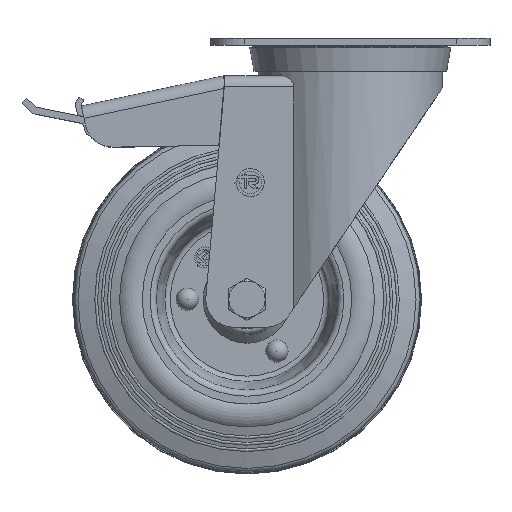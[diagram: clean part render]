
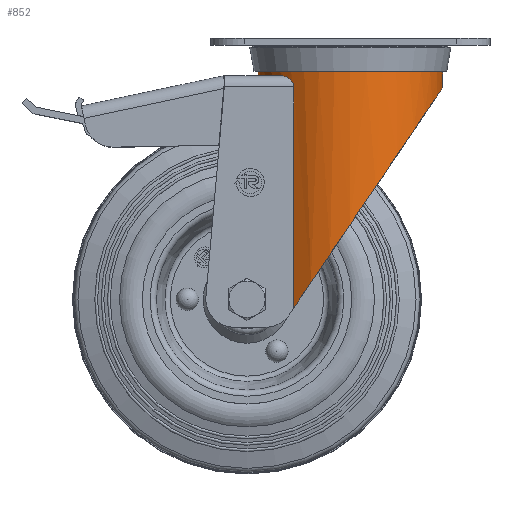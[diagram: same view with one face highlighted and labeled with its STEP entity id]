
A CAD part, top view. The second image highlights one B-rep face of the part: STEP entity #852.
In plain terms, the highlighted cylindrical face has radius 33 mm (diameter 66 mm), a full revolution.
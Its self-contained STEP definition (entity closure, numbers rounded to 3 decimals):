
#852 = ADVANCED_FACE( '', ( #1882, #1883 ), #1884, .T. );
#1882 = FACE_OUTER_BOUND( '', #3142, .T. );
#1883 = FACE_OUTER_BOUND( '', #3143, .T. );
#1884 = CYLINDRICAL_SURFACE( '', #3144, 33. );
#3142 = EDGE_LOOP( '', ( #5230 ) );
#3143 = EDGE_LOOP( '', ( #5231, #5232, #5233, #5234, #5235, #5236 ) );
#3144 = AXIS2_PLACEMENT_3D( '', #5237, #5238, #5239 );
#5230 = ORIENTED_EDGE( '', *, *, #7609, .F. );
#5231 = ORIENTED_EDGE( '', *, *, #7016, .T. );
#5232 = ORIENTED_EDGE( '', *, *, #7610, .T. );
#5233 = ORIENTED_EDGE( '', *, *, #7567, .T. );
#5234 = ORIENTED_EDGE( '', *, *, #7611, .T. );
#5235 = ORIENTED_EDGE( '', *, *, #7424, .T. );
#5236 = ORIENTED_EDGE( '', *, *, #7612, .T. );
#5237 = CARTESIAN_POINT( '', ( 37., 93.5, 0. ) );
#5238 = DIRECTION( '', ( 0., -1., 0. ) );
#5239 = DIRECTION( '', ( 0., 0., 1. ) );
#7016 = EDGE_CURVE( '', #8298, #8295, #8299, .F. );
#7424 = EDGE_CURVE( '', #8945, #8943, #8946, .T. );
#7567 = EDGE_CURVE( '', #9147, #9155, #9157, .T. );
#7609 = EDGE_CURVE( '', #9225, #9225, #9226, .T. );
#7610 = EDGE_CURVE( '', #8295, #9147, #9227, .T. );
#7611 = EDGE_CURVE( '', #9155, #8945, #9228, .T. );
#7612 = EDGE_CURVE( '', #8943, #8298, #9229, .T. );
#8295 = VERTEX_POINT( '', #10111 );
#8298 = VERTEX_POINT( '', #10115 );
#8299 = LINE( '', #10116, #10117 );
#8943 = VERTEX_POINT( '', #11026 );
#8945 = VERTEX_POINT( '', #11029 );
#8946 = CIRCLE( '', #11030, 33. );
#9147 = VERTEX_POINT( '', #11306 );
#9155 = VERTEX_POINT( '', #11317 );
#9157 = LINE( '', #11320, #11321 );
#9225 = VERTEX_POINT( '', #11417 );
#9226 = CIRCLE( '', #11418, 33. );
#9227 = ELLIPSE( '', #11419, 58.964, 33. );
#9228 = B_SPLINE_CURVE_WITH_KNOTS( '', 3, ( #11420, #11421, #11422, #11423, #11424, #11425, #11426, #11427, #11428, #11429, #11430, #11431, #11432, #11433 ), .UNSPECIFIED., .F., .F., ( 4, 2, 2, 2, 2, 2, 4 ), ( 0., 0.001, 0.002, 0.003, 0.004, 0.006, 0.008 ), .UNSPECIFIED. );
#9229 = B_SPLINE_CURVE_WITH_KNOTS( '', 3, ( #11434, #11435, #11436, #11437, #11438, #11439, #11440, #11441, #11442, #11443, #11444, #11445, #11446, #11447, #11448, #11449, #11450, #11451 ), .UNSPECIFIED., .F., .F., ( 4, 2, 2, 2, 2, 2, 2, 2, 4 ), ( 0., 0.002, 0.003, 0.004, 0.005, 0.006, 0.007, 0.007, 0.008 ), .UNSPECIFIED. );
#10111 = CARTESIAN_POINT( '', ( 16.678, -3.198, 26. ) );
#10115 = CARTESIAN_POINT( '', ( 16.678, 76., 26. ) );
#10116 = CARTESIAN_POINT( '', ( 16.678, 93.5, 26. ) );
#10117 = VECTOR( '', #12382, 1000. );
#11026 = CARTESIAN_POINT( '', ( 12.403, 80., 22. ) );
#11029 = CARTESIAN_POINT( '', ( 12.403, 80., -22. ) );
#11030 = AXIS2_PLACEMENT_3D( '', #12840, #12841, #12842 );
#11306 = CARTESIAN_POINT( '', ( 16.678, -3.198, -26. ) );
#11317 = CARTESIAN_POINT( '', ( 16.678, 76., -26. ) );
#11320 = CARTESIAN_POINT( '', ( 16.678, 93.5, -26. ) );
#11321 = VECTOR( '', #13029, 1000. );
#11417 = CARTESIAN_POINT( '', ( 37., 81.7, 33. ) );
#11418 = AXIS2_PLACEMENT_3D( '', #13079, #13080, #13081 );
#11419 = AXIS2_PLACEMENT_3D( '', #13082, #13083, #13084 );
#11420 = CARTESIAN_POINT( '', ( 16.678, 76., -26. ) );
#11421 = CARTESIAN_POINT( '', ( 16.678, 76.328, -26. ) );
#11422 = CARTESIAN_POINT( '', ( 16.627, 76.644, -25.96 ) );
#11423 = CARTESIAN_POINT( '', ( 16.439, 77.252, -25.812 ) );
#11424 = CARTESIAN_POINT( '', ( 16.307, 77.53, -25.707 ) );
#11425 = CARTESIAN_POINT( '', ( 15.993, 78.042, -25.451 ) );
#11426 = CARTESIAN_POINT( '', ( 15.816, 78.27, -25.304 ) );
#11427 = CARTESIAN_POINT( '', ( 15.436, 78.679, -24.981 ) );
#11428 = CARTESIAN_POINT( '', ( 15.232, 78.863, -24.804 ) );
#11429 = CARTESIAN_POINT( '', ( 14.605, 79.348, -24.244 ) );
#11430 = CARTESIAN_POINT( '', ( 14.169, 79.585, -23.836 ) );
#11431 = CARTESIAN_POINT( '', ( 13.279, 79.914, -22.95 ) );
#11432 = CARTESIAN_POINT( '', ( 12.837, 80., -22.485 ) );
#11433 = CARTESIAN_POINT( '', ( 12.403, 80., -22. ) );
#11434 = CARTESIAN_POINT( '', ( 12.403, 80., 22. ) );
#11435 = CARTESIAN_POINT( '', ( 12.837, 80., 22.485 ) );
#11436 = CARTESIAN_POINT( '', ( 13.276, 79.915, 22.947 ) );
#11437 = CARTESIAN_POINT( '', ( 13.939, 79.671, 23.607 ) );
#11438 = CARTESIAN_POINT( '', ( 14.162, 79.568, 23.823 ) );
#11439 = CARTESIAN_POINT( '', ( 14.598, 79.327, 24.233 ) );
#11440 = CARTESIAN_POINT( '', ( 14.811, 79.188, 24.428 ) );
#11441 = CARTESIAN_POINT( '', ( 15.225, 78.869, 24.797 ) );
#11442 = CARTESIAN_POINT( '', ( 15.426, 78.69, 24.972 ) );
#11443 = CARTESIAN_POINT( '', ( 15.809, 78.279, 25.298 ) );
#11444 = CARTESIAN_POINT( '', ( 15.989, 78.049, 25.447 ) );
#11445 = CARTESIAN_POINT( '', ( 16.302, 77.54, 25.703 ) );
#11446 = CARTESIAN_POINT( '', ( 16.436, 77.257, 25.81 ) );
#11447 = CARTESIAN_POINT( '', ( 16.577, 76.805, 25.921 ) );
#11448 = CARTESIAN_POINT( '', ( 16.614, 76.648, 25.95 ) );
#11449 = CARTESIAN_POINT( '', ( 16.665, 76.327, 25.99 ) );
#11450 = CARTESIAN_POINT( '', ( 16.678, 76.164, 26. ) );
#11451 = CARTESIAN_POINT( '', ( 16.678, 76., 26. ) );
#12382 = DIRECTION( '', ( 0., 1., 0. ) );
#12840 = CARTESIAN_POINT( '', ( 37., 80., 0. ) );
#12841 = DIRECTION( '', ( 0., 1., 0. ) );
#12842 = DIRECTION( '', ( 0., 0., 1. ) );
#13029 = DIRECTION( '', ( 0., 1., 0. ) );
#13079 = CARTESIAN_POINT( '', ( 37., 81.7, 0. ) );
#13080 = DIRECTION( '', ( 0., 1., 0. ) );
#13081 = DIRECTION( '', ( 0., 0., 1. ) );
#13082 = CARTESIAN_POINT( '', ( 37., 26.894, 0. ) );
#13083 = DIRECTION( '', ( -0.829, 0.56, 0. ) );
#13084 = DIRECTION( '', ( 0.56, 0.829, 0. ) );
